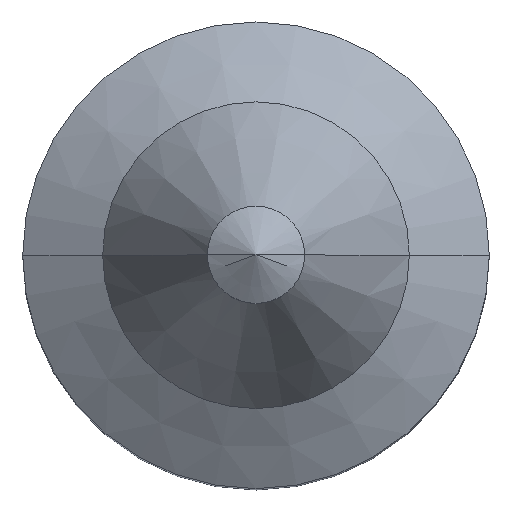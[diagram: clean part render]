
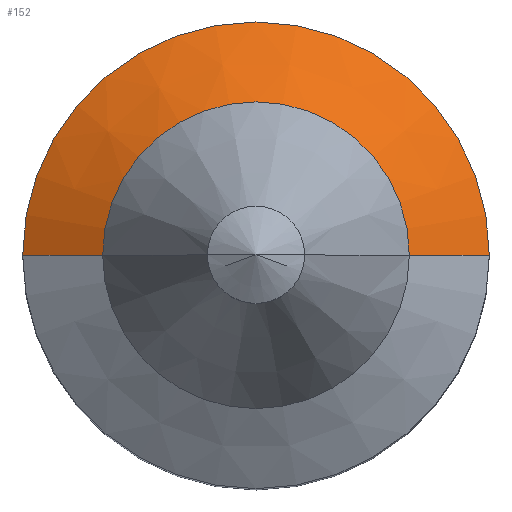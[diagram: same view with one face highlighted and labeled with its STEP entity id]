
A CAD part, top view. The second image highlights one B-rep face of the part: STEP entity #152.
In plain terms, the highlighted conical face has half-angle 60 degrees and reference radius 3.943 mm.
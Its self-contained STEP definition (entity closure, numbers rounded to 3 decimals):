
#69 = EDGE_CURVE ( 'NONE', #100, #169, #291, .T. ) ;
#96 = ORIENTED_EDGE ( 'NONE', *, *, #69, .F. ) ;
#100 = VERTEX_POINT ( 'NONE', #433 ) ;
#105 = EDGE_CURVE ( 'NONE', #129, #100, #501, .T. ) ;
#111 = EDGE_LOOP ( 'NONE', ( #171, #153, #96, #120 ) ) ;
#120 = ORIENTED_EDGE ( 'NONE', *, *, #105, .F. ) ;
#121 = EDGE_CURVE ( 'NONE', #129, #168, #489, .T. ) ;
#129 = VERTEX_POINT ( 'NONE', #523 ) ;
#152 = ADVANCED_FACE ( 'NONE', ( #512 ), #471, .T. ) ;
#153 = ORIENTED_EDGE ( 'NONE', *, *, #164, .T. ) ;
#164 = EDGE_CURVE ( 'NONE', #168, #169, #582, .T. ) ;
#168 = VERTEX_POINT ( 'NONE', #596 ) ;
#169 = VERTEX_POINT ( 'NONE', #587 ) ;
#171 = ORIENTED_EDGE ( 'NONE', *, *, #121, .T. ) ;
#286 = DIRECTION ( 'NONE',  ( -1., 0., 0. ) ) ;
#287 = DIRECTION ( 'NONE',  ( 0., 0., -1. ) ) ;
#288 = CARTESIAN_POINT ( 'NONE',  ( 0., 0., 50.568 ) ) ;
#289 = AXIS2_PLACEMENT_3D ( 'NONE', #288, #287, #286 ) ;
#291 = CIRCLE ( 'NONE', #289, 6. ) ;
#426 = DIRECTION ( 'NONE',  ( 0.866, 0., -0.5 ) ) ;
#427 = VECTOR ( 'NONE', #426, 1000. ) ;
#428 = CARTESIAN_POINT ( 'NONE',  ( 3.943, 0., 51.755 ) ) ;
#433 = CARTESIAN_POINT ( 'NONE',  ( -6., 0., 50.568 ) ) ;
#462 = CARTESIAN_POINT ( 'NONE',  ( 0., 0., 51.755 ) ) ;
#471 = CONICAL_SURFACE ( 'NONE', #506, 3.943, 1.047 ) ;
#479 = DIRECTION ( 'NONE',  ( -1., 0., 0. ) ) ;
#485 = DIRECTION ( 'NONE',  ( -1., 0., 0. ) ) ;
#486 = DIRECTION ( 'NONE',  ( 0., 0., -1. ) ) ;
#487 = CARTESIAN_POINT ( 'NONE',  ( 0., 0., 51.755 ) ) ;
#488 = AXIS2_PLACEMENT_3D ( 'NONE', #487, #486, #485 ) ;
#489 = CIRCLE ( 'NONE', #488, 3.943 ) ;
#501 = LINE ( 'NONE', #569, #568 ) ;
#506 = AXIS2_PLACEMENT_3D ( 'NONE', #462, #513, #479 ) ;
#512 = FACE_OUTER_BOUND ( 'NONE', #111, .T. ) ;
#513 = DIRECTION ( 'NONE',  ( 0., 0., -1. ) ) ;
#523 = CARTESIAN_POINT ( 'NONE',  ( -3.943, 0., 51.755 ) ) ;
#567 = DIRECTION ( 'NONE',  ( -0.866, 0., -0.5 ) ) ;
#568 = VECTOR ( 'NONE', #567, 1000. ) ;
#569 = CARTESIAN_POINT ( 'NONE',  ( -3.943, 0., 51.755 ) ) ;
#582 = LINE ( 'NONE', #428, #427 ) ;
#587 = CARTESIAN_POINT ( 'NONE',  ( 6., 0., 50.568 ) ) ;
#596 = CARTESIAN_POINT ( 'NONE',  ( 3.943, 0., 51.755 ) ) ;
